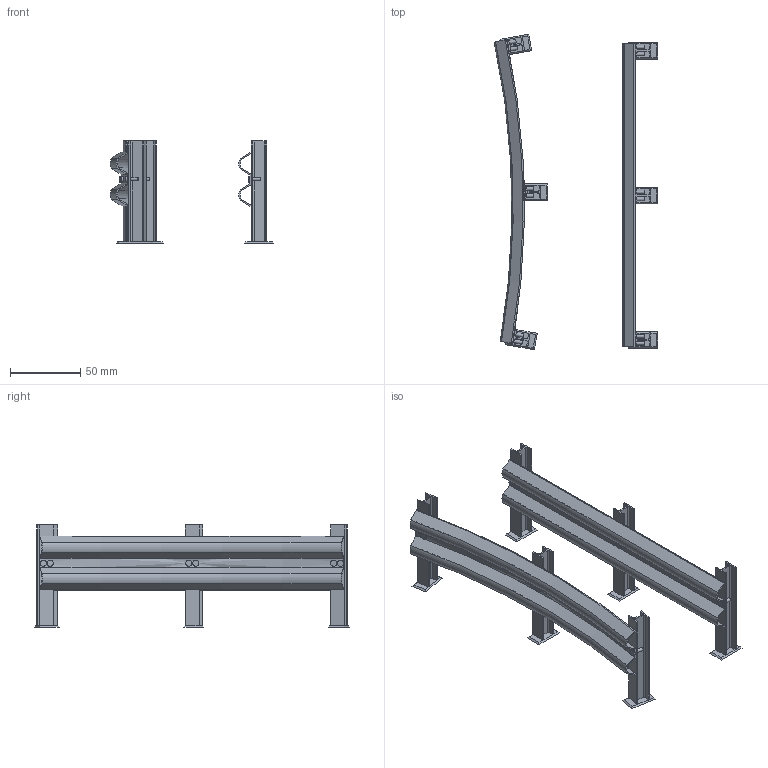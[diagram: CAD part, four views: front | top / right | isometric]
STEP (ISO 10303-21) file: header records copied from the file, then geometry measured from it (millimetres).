
FILE_DESCRIPTION(('HOOPS Exchange Step'),'2;1');
FILE_NAME('temp_export','2025-05-16T01:02:59-05:00',('mobile'),('Shapr3D Limited'),'HOOPS Exchange 2024.8','Shapr3D','Authorized');
FILE_SCHEMA( ('AP242_MANAGED_MODEL_BASED_3D_ENGINEERING_MIM_LF {1 0 10303 442 1 1 4}') );
Length unit declared in the file: millimetre
Products named in the file (5): Component1:1; Straight Guard Rails v10.step; Guard Rails v10.step; root
Assembly tree (4 placements, depth 3):
  root
    Straight Guard Rails v10.step
      Component1:1
    Guard Rails v10.step
      Component1:1
Bounding box: 116.44 x 224.68 x 72.67 mm (x, y, z)
Volume: 36094 mm3; surface area: 77358.9 mm2
Topology: 20 solids, 20 shells, 304 faces, 754 edges, 490 vertices
Faces by surface type: plane 187, cylinder 92, bspline 13, cone 8, torus 4
Full cylindrical faces by diameter (mm): 2.477 x12, 2.972 x24, 4.458 x12
Entity records: 12955 total; most frequent: CARTESIAN_POINT 5367, DIRECTION 1572, ORIENTED_EDGE 1508, EDGE_CURVE 754, AXIS2_PLACEMENT_3D 545, VERTEX_POINT 490, VECTOR 482, LINE 482
